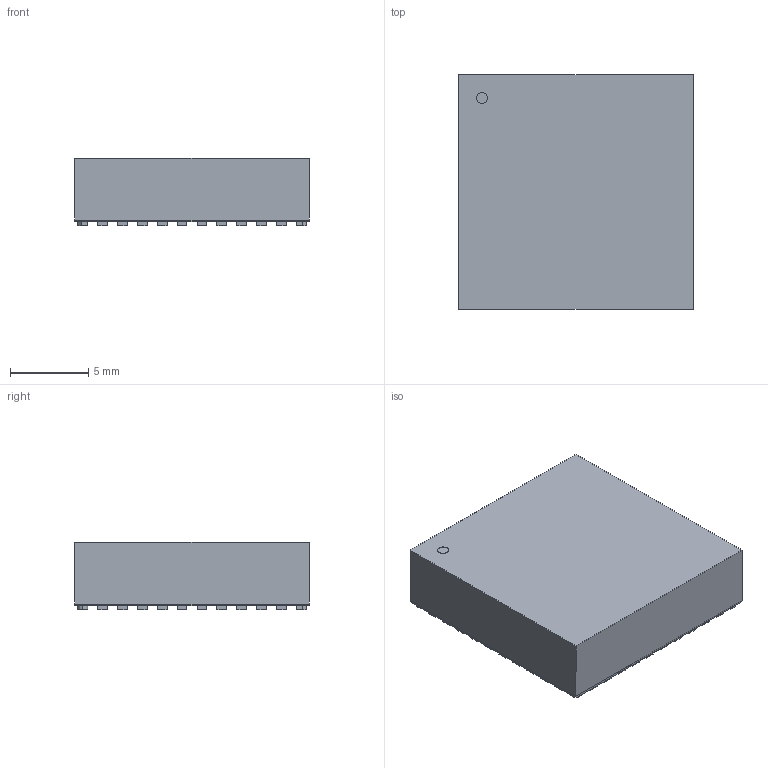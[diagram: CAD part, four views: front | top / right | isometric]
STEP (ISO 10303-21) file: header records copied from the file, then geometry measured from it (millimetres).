
FILE_DESCRIPTION (( 'STEP AP214' ), '1' );
FILE_NAME ('User Library-LGA-144.STEP', '2017-10-24T12:21:03', ( 'Windows User' ), ( '' ), 'SwSTEP 2.0', 'SolidWorks 2017', '' );
FILE_SCHEMA (( 'AUTOMOTIVE_DESIGN' ));
Length unit declared in the file: millimetre
Products named in the file (1): User Library-LGA-144
Bounding box: 15 x 15 x 4.32 mm (x, y, z)
Volume: 926.6 mm3; surface area: 790.7 mm2
Topology: 1 solids, 1 shells, 734 faces, 1757 edges, 1170 vertices
Faces by surface type: plane 730, cylinder 4
Entity records: 28925 total; most frequent: CARTESIAN_POINT 3662, ORIENTED_EDGE 3514, DIRECTION 3235, EDGE_CURVE 1757, VECTOR 1749, LINE 1749, VERTEX_POINT 1170, EDGE_LOOP 879
